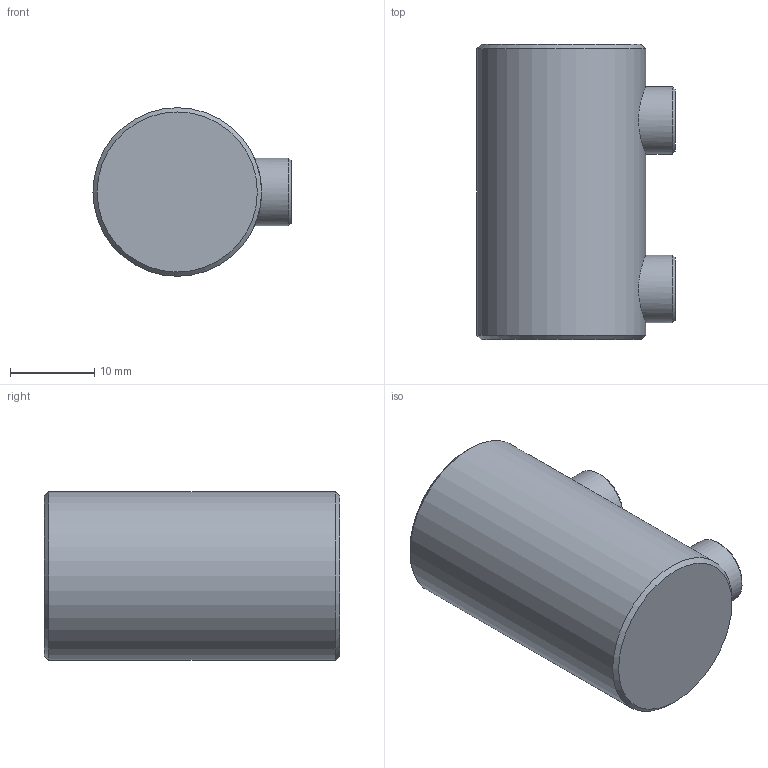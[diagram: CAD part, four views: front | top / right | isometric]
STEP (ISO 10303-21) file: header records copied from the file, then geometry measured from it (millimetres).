
FILE_DESCRIPTION(/* description */ (''),/* implementation_level */ '2;1');
FILE_NAME(/* name */ 'TPGC020018 -.stp',/* time_stamp */ '2016-01-06T15:27:05+01:00',/* author */ ('pb'),/* organization */ (''),/* preprocessor_version */ 'ST-DEVELOPER v15.6',/* originating_system */ 'Autodesk Inventor 2015',/* authorisation */ '');
FILE_SCHEMA (('AUTOMOTIVE_DESIGN { 1 0 10303 214 3 1 1 }'));
Length unit declared in the file: millimetre
Products named in the file (1): Part28
Bounding box: 23.5 x 35 x 20 mm (x, y, z)
Volume: 10930.3 mm3; surface area: 3856.8 mm2
Topology: 1 solids, 6 shells, 46 faces, 89 edges, 56 vertices
Faces by surface type: cone 19, plane 13, cylinder 12, torus 2
Full cylindrical faces by diameter (mm): 2.5 x2, 4.134 x2, 4.917 x1, 8 x4, 16 x1, 16.3 x1, 20 x1
Entity records: 1068 total; most frequent: CARTESIAN_POINT 201, DIRECTION 178, AXIS2_PLACEMENT_3D 89, EDGE_LOOP 88, ORIENTED_EDGE 88, STYLED_ITEM 47, FACE_OUTER_BOUND 46, ADVANCED_FACE 46
